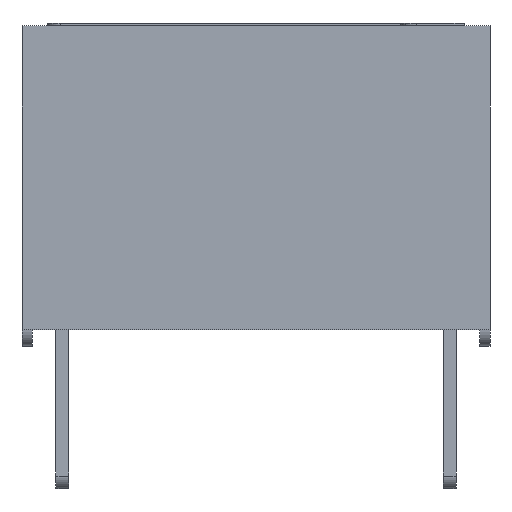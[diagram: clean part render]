
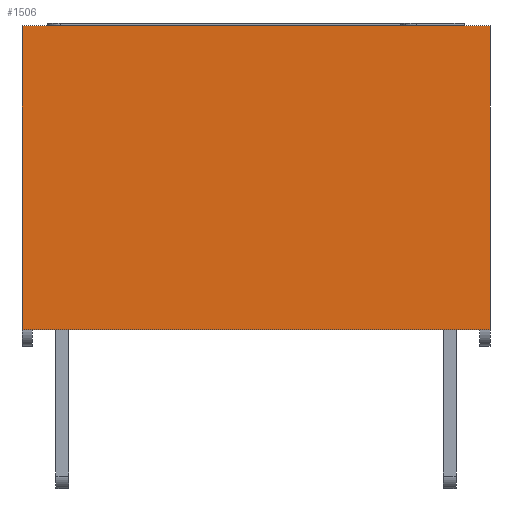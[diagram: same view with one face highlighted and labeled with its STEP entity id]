
A CAD part, front view. The second image highlights one B-rep face of the part: STEP entity #1506.
In plain terms, the highlighted planar face has unit normal (0, -1, 0).
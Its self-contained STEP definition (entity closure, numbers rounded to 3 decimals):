
#127 = VERTEX_POINT('',#128);
#128 = CARTESIAN_POINT('',(4.6,-7.1,6.3));
#134 = EDGE_CURVE('',#135,#127,#137,.T.);
#135 = VERTEX_POINT('',#136);
#136 = CARTESIAN_POINT('',(4.6,-7.1,0.33));
#137 = LINE('',#138,#139);
#138 = CARTESIAN_POINT('',(4.6,-7.1,0.));
#139 = VECTOR('',#140,1.);
#140 = DIRECTION('',(0.,0.,1.));
#184 = EDGE_CURVE('',#127,#185,#187,.T.);
#185 = VERTEX_POINT('',#186);
#186 = CARTESIAN_POINT('',(-4.6,-7.1,6.3));
#187 = LINE('',#188,#189);
#188 = CARTESIAN_POINT('',(4.6,-7.1,6.3));
#189 = VECTOR('',#190,1.);
#190 = DIRECTION('',(-1.,0.,0.));
#1271 = VERTEX_POINT('',#1272);
#1272 = CARTESIAN_POINT('',(-4.6,-7.1,0.33));
#1280 = EDGE_CURVE('',#1271,#185,#1281,.T.);
#1281 = LINE('',#1282,#1283);
#1282 = CARTESIAN_POINT('',(-4.6,-7.1,0.));
#1283 = VECTOR('',#1284,1.);
#1284 = DIRECTION('',(0.,0.,1.));
#1506 = ADVANCED_FACE('',(#1507),#1518,.T.);
#1507 = FACE_BOUND('',#1508,.T.);
#1508 = EDGE_LOOP('',(#1509,#1515,#1516,#1517));
#1509 = ORIENTED_EDGE('',*,*,#1510,.F.);
#1510 = EDGE_CURVE('',#135,#1271,#1511,.T.);
#1511 = LINE('',#1512,#1513);
#1512 = CARTESIAN_POINT('',(4.6,-7.1,0.33));
#1513 = VECTOR('',#1514,1.);
#1514 = DIRECTION('',(-1.,0.,0.));
#1515 = ORIENTED_EDGE('',*,*,#134,.T.);
#1516 = ORIENTED_EDGE('',*,*,#184,.T.);
#1517 = ORIENTED_EDGE('',*,*,#1280,.F.);
#1518 = PLANE('',#1519);
#1519 = AXIS2_PLACEMENT_3D('',#1520,#1521,#1522);
#1520 = CARTESIAN_POINT('',(4.6,-7.1,0.));
#1521 = DIRECTION('',(0.,-1.,0.));
#1522 = DIRECTION('',(-1.,0.,0.));
